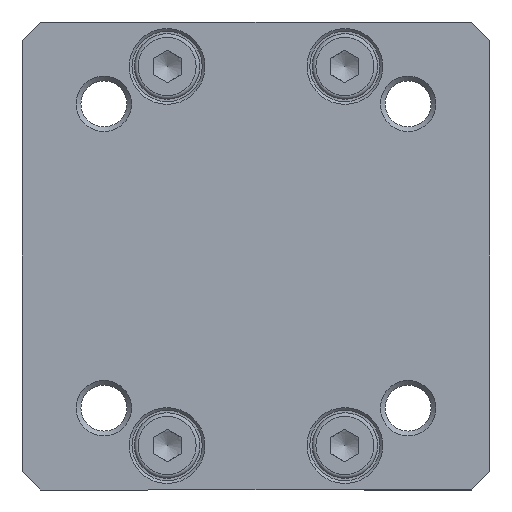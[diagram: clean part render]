
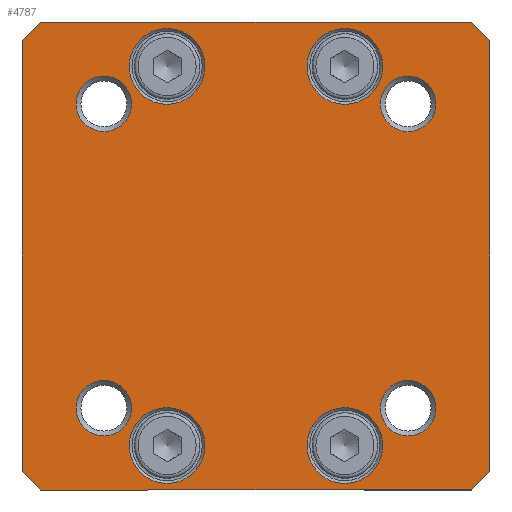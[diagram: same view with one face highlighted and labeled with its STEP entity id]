
A CAD part, front view. The second image highlights one B-rep face of the part: STEP entity #4787.
In plain terms, the highlighted planar face has unit normal (0, -1, 0).
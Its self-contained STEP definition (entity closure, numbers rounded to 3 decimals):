
#4628=CARTESIAN_POINT('',(0.,-7.5,0.));
#4629=DIRECTION('',(0.0,1.0,0.0));
#4630=DIRECTION('',(0.0,0.0,1.0));
#4631=AXIS2_PLACEMENT_3D('',#4628,#4629,#4630);
#4632=PLANE('',#4631);
#4633=CARTESIAN_POINT('',(-23.,-7.5,25.));
#4634=VERTEX_POINT('',#4633);
#4635=CARTESIAN_POINT('',(23.,-7.5,25.0));
#4636=VERTEX_POINT('',#4635);
#4637=CARTESIAN_POINT('',(-23.,-7.5,25.));
#4638=DIRECTION('',(1.0,0.0,0.0));
#4639=VECTOR('',#4638,46.);
#4640=LINE('',#4637,#4639);
#4641=EDGE_CURVE('',#4634,#4636,#4640,.T.);
#4642=ORIENTED_EDGE('',*,*,#4641,.F.);
#4643=CARTESIAN_POINT('',(-25.0,-7.5,23.));
#4644=VERTEX_POINT('',#4643);
#4645=CARTESIAN_POINT('',(-25.0,-7.5,23.));
#4646=DIRECTION('',(0.707,0.0,0.707));
#4647=VECTOR('',#4646,2.828);
#4648=LINE('',#4645,#4647);
#4649=EDGE_CURVE('',#4644,#4634,#4648,.T.);
#4650=ORIENTED_EDGE('',*,*,#4649,.F.);
#4651=CARTESIAN_POINT('',(-25.0,-7.5,-23.));
#4652=VERTEX_POINT('',#4651);
#4653=CARTESIAN_POINT('',(-25.0,-7.5,-23.));
#4654=DIRECTION('',(0.0,0.0,1.0));
#4655=VECTOR('',#4654,46.);
#4656=LINE('',#4653,#4655);
#4657=EDGE_CURVE('',#4652,#4644,#4656,.T.);
#4658=ORIENTED_EDGE('',*,*,#4657,.F.);
#4659=CARTESIAN_POINT('',(-23.,-7.5,-25.));
#4660=VERTEX_POINT('',#4659);
#4661=CARTESIAN_POINT('',(-23.,-7.5,-25.));
#4662=DIRECTION('',(-0.707,0.0,0.707));
#4663=VECTOR('',#4662,2.828);
#4664=LINE('',#4661,#4663);
#4665=EDGE_CURVE('',#4660,#4652,#4664,.T.);
#4666=ORIENTED_EDGE('',*,*,#4665,.F.);
#4667=CARTESIAN_POINT('',(23.,-7.5,-25.0));
#4668=VERTEX_POINT('',#4667);
#4669=CARTESIAN_POINT('',(23.,-7.5,-25.));
#4670=DIRECTION('',(-1.0,0.0,0.0));
#4671=VECTOR('',#4670,46.);
#4672=LINE('',#4669,#4671);
#4673=EDGE_CURVE('',#4668,#4660,#4672,.T.);
#4674=ORIENTED_EDGE('',*,*,#4673,.F.);
#4675=CARTESIAN_POINT('',(25.0,-7.5,-23.));
#4676=VERTEX_POINT('',#4675);
#4677=CARTESIAN_POINT('',(25.,-7.5,-23.0));
#4678=DIRECTION('',(-0.707,0.0,-0.707));
#4679=VECTOR('',#4678,2.828);
#4680=LINE('',#4677,#4679);
#4681=EDGE_CURVE('',#4676,#4668,#4680,.T.);
#4682=ORIENTED_EDGE('',*,*,#4681,.F.);
#4683=CARTESIAN_POINT('',(25.0,-7.5,23.));
#4684=VERTEX_POINT('',#4683);
#4685=CARTESIAN_POINT('',(25.0,-7.5,23.));
#4686=DIRECTION('',(0.0,0.0,-1.0));
#4687=VECTOR('',#4686,46.);
#4688=LINE('',#4685,#4687);
#4689=EDGE_CURVE('',#4684,#4676,#4688,.T.);
#4690=ORIENTED_EDGE('',*,*,#4689,.F.);
#4691=CARTESIAN_POINT('',(23.,-7.5,25.0));
#4692=DIRECTION('',(0.707,0.0,-0.707));
#4693=VECTOR('',#4692,2.828);
#4694=LINE('',#4691,#4693);
#4695=EDGE_CURVE('',#4636,#4684,#4694,.T.);
#4696=ORIENTED_EDGE('',*,*,#4695,.F.);
#4697=EDGE_LOOP('',(#4642,#4650,#4658,#4666,#4674,#4682,#4690,#4696));
#4698=FACE_OUTER_BOUND('',#4697,.T.);
#4699=CARTESIAN_POINT('',(-13.292,-7.5,16.25));
#4700=VERTEX_POINT('',#4699);
#4701=CARTESIAN_POINT('',(-16.25,-7.5,16.25));
#4702=DIRECTION('',(0.0,-1.0,0.0));
#4703=DIRECTION('',(-1.0,0.0,0.0));
#4704=AXIS2_PLACEMENT_3D('',#4701,#4702,#4703);
#4705=CIRCLE('',#4704,2.959);
#4706=EDGE_CURVE('',#4700,#4700,#4705,.T.);
#4707=ORIENTED_EDGE('',*,*,#4706,.F.);
#4708=EDGE_LOOP('',(#4707));
#4709=FACE_BOUND('',#4708,.T.);
#4710=CARTESIAN_POINT('',(19.208,-7.5,-16.25));
#4711=VERTEX_POINT('',#4710);
#4712=CARTESIAN_POINT('',(16.25,-7.5,-16.25));
#4713=DIRECTION('',(0.0,-1.0,0.0));
#4714=DIRECTION('',(-1.0,0.0,0.0));
#4715=AXIS2_PLACEMENT_3D('',#4712,#4713,#4714);
#4716=CIRCLE('',#4715,2.959);
#4717=EDGE_CURVE('',#4711,#4711,#4716,.T.);
#4718=ORIENTED_EDGE('',*,*,#4717,.F.);
#4719=EDGE_LOOP('',(#4718));
#4720=FACE_BOUND('',#4719,.T.);
#4721=CARTESIAN_POINT('',(13.55,-7.5,-20.25));
#4722=VERTEX_POINT('',#4721);
#4723=CARTESIAN_POINT('',(9.5,-7.5,-20.25));
#4724=DIRECTION('',(0.0,-1.0,0.0));
#4725=DIRECTION('',(-1.0,0.0,0.0));
#4726=AXIS2_PLACEMENT_3D('',#4723,#4724,#4725);
#4727=CIRCLE('',#4726,4.05);
#4728=EDGE_CURVE('',#4722,#4722,#4727,.T.);
#4729=ORIENTED_EDGE('',*,*,#4728,.F.);
#4730=EDGE_LOOP('',(#4729));
#4731=FACE_BOUND('',#4730,.T.);
#4732=CARTESIAN_POINT('',(-5.45,-7.5,20.25));
#4733=VERTEX_POINT('',#4732);
#4734=CARTESIAN_POINT('',(-9.5,-7.5,20.25));
#4735=DIRECTION('',(0.0,-1.0,0.0));
#4736=DIRECTION('',(-1.0,0.0,0.0));
#4737=AXIS2_PLACEMENT_3D('',#4734,#4735,#4736);
#4738=CIRCLE('',#4737,4.05);
#4739=EDGE_CURVE('',#4733,#4733,#4738,.T.);
#4740=ORIENTED_EDGE('',*,*,#4739,.F.);
#4741=EDGE_LOOP('',(#4740));
#4742=FACE_BOUND('',#4741,.T.);
#4743=CARTESIAN_POINT('',(13.55,-7.5,20.25));
#4744=VERTEX_POINT('',#4743);
#4745=CARTESIAN_POINT('',(9.5,-7.5,20.25));
#4746=DIRECTION('',(0.0,-1.0,0.0));
#4747=DIRECTION('',(-1.0,0.0,0.0));
#4748=AXIS2_PLACEMENT_3D('',#4745,#4746,#4747);
#4749=CIRCLE('',#4748,4.05);
#4750=EDGE_CURVE('',#4744,#4744,#4749,.T.);
#4751=ORIENTED_EDGE('',*,*,#4750,.F.);
#4752=EDGE_LOOP('',(#4751));
#4753=FACE_BOUND('',#4752,.T.);
#4754=CARTESIAN_POINT('',(-5.45,-7.5,-20.25));
#4755=VERTEX_POINT('',#4754);
#4756=CARTESIAN_POINT('',(-9.5,-7.5,-20.25));
#4757=DIRECTION('',(0.0,-1.0,0.0));
#4758=DIRECTION('',(-1.0,0.0,0.0));
#4759=AXIS2_PLACEMENT_3D('',#4756,#4757,#4758);
#4760=CIRCLE('',#4759,4.05);
#4761=EDGE_CURVE('',#4755,#4755,#4760,.T.);
#4762=ORIENTED_EDGE('',*,*,#4761,.F.);
#4763=EDGE_LOOP('',(#4762));
#4764=FACE_BOUND('',#4763,.T.);
#4765=CARTESIAN_POINT('',(-13.292,-7.5,-16.25));
#4766=VERTEX_POINT('',#4765);
#4767=CARTESIAN_POINT('',(-16.25,-7.5,-16.25));
#4768=DIRECTION('',(0.0,-1.0,0.0));
#4769=DIRECTION('',(-1.0,0.0,0.0));
#4770=AXIS2_PLACEMENT_3D('',#4767,#4768,#4769);
#4771=CIRCLE('',#4770,2.959);
#4772=EDGE_CURVE('',#4766,#4766,#4771,.T.);
#4773=ORIENTED_EDGE('',*,*,#4772,.F.);
#4774=EDGE_LOOP('',(#4773));
#4775=FACE_BOUND('',#4774,.T.);
#4776=CARTESIAN_POINT('',(19.208,-7.5,16.25));
#4777=VERTEX_POINT('',#4776);
#4778=CARTESIAN_POINT('',(16.25,-7.5,16.25));
#4779=DIRECTION('',(0.0,-1.0,0.0));
#4780=DIRECTION('',(-1.0,0.0,0.0));
#4781=AXIS2_PLACEMENT_3D('',#4778,#4779,#4780);
#4782=CIRCLE('',#4781,2.959);
#4783=EDGE_CURVE('',#4777,#4777,#4782,.T.);
#4784=ORIENTED_EDGE('',*,*,#4783,.F.);
#4785=EDGE_LOOP('',(#4784));
#4786=FACE_BOUND('',#4785,.T.);
#4787=ADVANCED_FACE('',(#4698,#4709,#4720,#4731,#4742,#4753,#4764,#4775,#4786),#4632,.F.);
